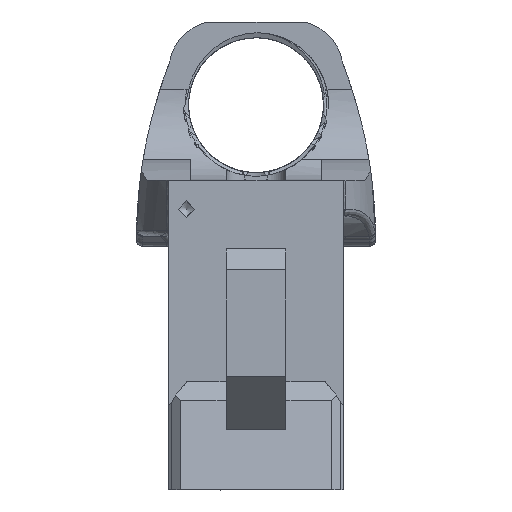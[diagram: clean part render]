
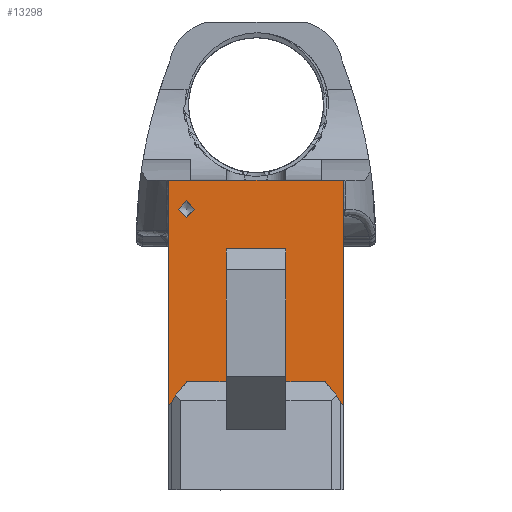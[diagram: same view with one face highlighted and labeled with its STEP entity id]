
A CAD part, left-side view. The second image highlights one B-rep face of the part: STEP entity #13298.
In plain terms, the highlighted planar face has unit normal (-1, 0, 0).
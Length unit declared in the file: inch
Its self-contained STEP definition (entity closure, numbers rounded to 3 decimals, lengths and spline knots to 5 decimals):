
#311=FACE_BOUND('',#2157,.T.);
#1404=FACE_OUTER_BOUND('',#2156,.T.);
#2156=EDGE_LOOP('',(#8951,#8952,#8953,#8954,#8955,#8956,#8957,#8958,#8959,
#8960,#8961,#8962,#8963,#8964,#8965,#8966,#8967,#8968,#8969));
#2157=EDGE_LOOP('',(#8970,#8971,#8972,#8973));
#2941=LINE('',#19730,#4117);
#2951=LINE('',#19778,#4127);
#2987=LINE('',#19887,#4163);
#3066=LINE('',#20528,#4242);
#3067=LINE('',#20530,#4243);
#3068=LINE('',#20532,#4244);
#3069=LINE('',#20534,#4245);
#3070=LINE('',#20536,#4246);
#3071=LINE('',#20538,#4247);
#3072=LINE('',#20540,#4248);
#3073=LINE('',#20542,#4249);
#3074=LINE('',#20544,#4250);
#3075=LINE('',#20546,#4251);
#3076=LINE('',#20548,#4252);
#3077=LINE('',#20550,#4253);
#3078=LINE('',#20552,#4254);
#3079=LINE('',#20553,#4255);
#3080=LINE('',#20555,#4256);
#3081=LINE('',#20556,#4257);
#3082=LINE('',#20559,#4258);
#3083=LINE('',#20561,#4259);
#3084=LINE('',#20563,#4260);
#3085=LINE('',#20564,#4261);
#4117=VECTOR('',#15194,0.3937);
#4127=VECTOR('',#15208,0.3937);
#4163=VECTOR('',#15288,0.3937);
#4242=VECTOR('',#15371,0.3937);
#4243=VECTOR('',#15372,0.3937);
#4244=VECTOR('',#15373,0.3937);
#4245=VECTOR('',#15374,0.3937);
#4246=VECTOR('',#15375,0.3937);
#4247=VECTOR('',#15376,0.3937);
#4248=VECTOR('',#15377,0.3937);
#4249=VECTOR('',#15378,0.3937);
#4250=VECTOR('',#15379,0.3937);
#4251=VECTOR('',#15380,0.3937);
#4252=VECTOR('',#15381,0.3937);
#4253=VECTOR('',#15382,0.3937);
#4254=VECTOR('',#15383,0.3937);
#4255=VECTOR('',#15384,0.3937);
#4256=VECTOR('',#15385,0.3937);
#4257=VECTOR('',#15386,0.3937);
#4258=VECTOR('',#15387,0.3937);
#4259=VECTOR('',#15388,0.3937);
#4260=VECTOR('',#15389,0.3937);
#4261=VECTOR('',#15390,0.3937);
#5308=VERTEX_POINT('',#19727);
#5309=VERTEX_POINT('',#19729);
#5322=VERTEX_POINT('',#19775);
#5323=VERTEX_POINT('',#19777);
#5371=VERTEX_POINT('',#19886);
#5458=VERTEX_POINT('',#20527);
#5459=VERTEX_POINT('',#20529);
#5460=VERTEX_POINT('',#20531);
#5461=VERTEX_POINT('',#20533);
#5462=VERTEX_POINT('',#20535);
#5463=VERTEX_POINT('',#20537);
#5464=VERTEX_POINT('',#20539);
#5465=VERTEX_POINT('',#20541);
#5466=VERTEX_POINT('',#20543);
#5467=VERTEX_POINT('',#20545);
#5468=VERTEX_POINT('',#20547);
#5469=VERTEX_POINT('',#20549);
#5470=VERTEX_POINT('',#20551);
#5471=VERTEX_POINT('',#20554);
#5472=VERTEX_POINT('',#20557);
#5473=VERTEX_POINT('',#20558);
#5474=VERTEX_POINT('',#20560);
#5475=VERTEX_POINT('',#20562);
#6678=EDGE_CURVE('',#5308,#5309,#2941,.T.);
#6692=EDGE_CURVE('',#5323,#5322,#2951,.T.);
#6745=EDGE_CURVE('',#5309,#5371,#2987,.T.);
#6833=EDGE_CURVE('',#5458,#5308,#3066,.T.);
#6834=EDGE_CURVE('',#5459,#5458,#3067,.T.);
#6835=EDGE_CURVE('',#5460,#5459,#3068,.T.);
#6836=EDGE_CURVE('',#5461,#5460,#3069,.T.);
#6837=EDGE_CURVE('',#5462,#5461,#3070,.T.);
#6838=EDGE_CURVE('',#5463,#5462,#3071,.T.);
#6839=EDGE_CURVE('',#5464,#5463,#3072,.T.);
#6840=EDGE_CURVE('',#5465,#5464,#3073,.T.);
#6841=EDGE_CURVE('',#5466,#5465,#3074,.T.);
#6842=EDGE_CURVE('',#5467,#5466,#3075,.T.);
#6843=EDGE_CURVE('',#5467,#5468,#3076,.T.);
#6844=EDGE_CURVE('',#5469,#5468,#3077,.F.);
#6845=EDGE_CURVE('',#5469,#5470,#3078,.T.);
#6846=EDGE_CURVE('',#5470,#5323,#3079,.T.);
#6847=EDGE_CURVE('',#5471,#5322,#3080,.T.);
#6848=EDGE_CURVE('',#5371,#5471,#3081,.T.);
#6849=EDGE_CURVE('',#5472,#5473,#3082,.T.);
#6850=EDGE_CURVE('',#5474,#5472,#3083,.T.);
#6851=EDGE_CURVE('',#5475,#5474,#3084,.T.);
#6852=EDGE_CURVE('',#5473,#5475,#3085,.T.);
#8951=ORIENTED_EDGE('',*,*,#6678,.F.);
#8952=ORIENTED_EDGE('',*,*,#6833,.F.);
#8953=ORIENTED_EDGE('',*,*,#6834,.F.);
#8954=ORIENTED_EDGE('',*,*,#6835,.F.);
#8955=ORIENTED_EDGE('',*,*,#6836,.F.);
#8956=ORIENTED_EDGE('',*,*,#6837,.F.);
#8957=ORIENTED_EDGE('',*,*,#6838,.F.);
#8958=ORIENTED_EDGE('',*,*,#6839,.F.);
#8959=ORIENTED_EDGE('',*,*,#6840,.F.);
#8960=ORIENTED_EDGE('',*,*,#6841,.F.);
#8961=ORIENTED_EDGE('',*,*,#6842,.F.);
#8962=ORIENTED_EDGE('',*,*,#6843,.T.);
#8963=ORIENTED_EDGE('',*,*,#6844,.F.);
#8964=ORIENTED_EDGE('',*,*,#6845,.T.);
#8965=ORIENTED_EDGE('',*,*,#6846,.T.);
#8966=ORIENTED_EDGE('',*,*,#6692,.T.);
#8967=ORIENTED_EDGE('',*,*,#6847,.F.);
#8968=ORIENTED_EDGE('',*,*,#6848,.F.);
#8969=ORIENTED_EDGE('',*,*,#6745,.F.);
#8970=ORIENTED_EDGE('',*,*,#6849,.F.);
#8971=ORIENTED_EDGE('',*,*,#6850,.F.);
#8972=ORIENTED_EDGE('',*,*,#6851,.F.);
#8973=ORIENTED_EDGE('',*,*,#6852,.F.);
#12943=PLANE('',#14077);
#13298=ADVANCED_FACE('',(#1404,#311),#12943,.F.);
#14077=AXIS2_PLACEMENT_3D('',#20526,#15369,#15370);
#15194=DIRECTION('',(0.,1.,0.));
#15208=DIRECTION('',(0.,-1.,0.));
#15288=DIRECTION('',(0.,0.,1.));
#15369=DIRECTION('center_axis',(1.,0.,0.));
#15370=DIRECTION('ref_axis',(0.,1.,0.));
#15371=DIRECTION('',(0.,0.,-1.));
#15372=DIRECTION('',(0.,0.568,-0.823));
#15373=DIRECTION('',(0.,0.,-1.));
#15374=DIRECTION('',(0.,1.,0.001));
#15375=DIRECTION('',(0.,0.,-1.));
#15376=DIRECTION('',(0.,1.,0.));
#15377=DIRECTION('',(0.,0.,1.));
#15378=DIRECTION('',(0.,1.,0.001));
#15379=DIRECTION('',(0.,0.,1.));
#15380=DIRECTION('',(0.,0.568,0.823));
#15381=DIRECTION('',(0.,-1.,0.));
#15382=DIRECTION('',(0.,-0.702,-0.712));
#15383=DIRECTION('',(0.,-1.,0.));
#15384=DIRECTION('',(0.,0.,-1.));
#15385=DIRECTION('',(0.,0.,-1.));
#15386=DIRECTION('',(0.,-1.,0.));
#15387=DIRECTION('',(0.,0.707,0.707));
#15388=DIRECTION('',(0.,-0.707,0.707));
#15389=DIRECTION('',(0.,-0.707,-0.707));
#15390=DIRECTION('',(0.,0.707,-0.707));
#19727=CARTESIAN_POINT('',(-6.022,-1.50295,0.00756));
#19729=CARTESIAN_POINT('',(-6.022,-1.47977,0.00756));
#19730=CARTESIAN_POINT('',(-6.022,-2.18006,0.00756));
#19775=CARTESIAN_POINT('',(-6.022,-2.9417,0.00756));
#19777=CARTESIAN_POINT('',(-6.022,-2.94169,0.00756));
#19778=CARTESIAN_POINT('',(-6.022,-2.18006,0.00756));
#19886=CARTESIAN_POINT('',(-6.022,-1.47977,2.59772));
#19887=CARTESIAN_POINT('',(-6.022,-1.47977,1.67378));
#20526=CARTESIAN_POINT('Origin',(-6.022,-2.65,1.4));
#20527=CARTESIAN_POINT('',(-6.022,-1.50295,0.72825));
#20528=CARTESIAN_POINT('',(-6.022,-1.50295,0.94832));
#20529=CARTESIAN_POINT('',(-6.022,-1.62795,0.90954));
#20530=CARTESIAN_POINT('',(-6.022,-1.60349,0.87406));
#20531=CARTESIAN_POINT('',(-6.022,-1.62795,0.91245));
#20532=CARTESIAN_POINT('',(-6.022,-1.62795,2.02999));
#20533=CARTESIAN_POINT('',(-6.022,-1.96095,0.91218));
#20534=CARTESIAN_POINT('',(-6.022,-1.90528,0.91222));
#20535=CARTESIAN_POINT('',(-6.022,-1.96095,2.02474));
#20536=CARTESIAN_POINT('',(-6.022,-1.96095,1.87487));
#20537=CARTESIAN_POINT('',(-6.022,-2.46095,2.02474));
#20538=CARTESIAN_POINT('',(-6.022,-3.20708,2.02474));
#20539=CARTESIAN_POINT('',(-6.022,-2.46095,0.91177));
#20540=CARTESIAN_POINT('',(-6.022,-2.46095,1.87487));
#20541=CARTESIAN_POINT('',(-6.022,-2.79395,0.9115));
#20542=CARTESIAN_POINT('',(-6.022,-1.90528,0.91222));
#20543=CARTESIAN_POINT('',(-6.022,-2.79395,0.90971));
#20544=CARTESIAN_POINT('',(-6.022,-2.79395,0.78829));
#20545=CARTESIAN_POINT('',(-6.022,-2.91895,0.72845));
#20546=CARTESIAN_POINT('',(-6.022,-2.95806,0.67174));
#20547=CARTESIAN_POINT('',(-6.022,-2.91904,0.72845));
#20548=CARTESIAN_POINT('',(-6.022,-2.78452,0.72843));
#20549=CARTESIAN_POINT('',(-6.022,-2.94164,0.70551));
#20550=CARTESIAN_POINT('',(-6.022,-2.85106,0.79747));
#20551=CARTESIAN_POINT('',(-6.022,-2.94169,0.70551));
#20552=CARTESIAN_POINT('',(-6.022,-2.79587,0.70548));
#20553=CARTESIAN_POINT('',(-6.022,-2.94169,0.41898));
#20554=CARTESIAN_POINT('',(-6.022,-2.9417,2.59772));
#20555=CARTESIAN_POINT('',(-6.022,-2.9417,1.33378));
#20556=CARTESIAN_POINT('',(-6.022,-2.55537,2.59772));
#20557=CARTESIAN_POINT('',(-6.022,-1.69632,2.35756));
#20558=CARTESIAN_POINT('',(-6.022,-1.62773,2.42615));
#20559=CARTESIAN_POINT('',(-6.022,-2.13984,1.91405));
#20560=CARTESIAN_POINT('',(-6.022,-1.62773,2.28897));
#20561=CARTESIAN_POINT('',(-6.022,-1.69535,2.35659));
#20562=CARTESIAN_POINT('',(-6.022,-1.55915,2.35756));
#20563=CARTESIAN_POINT('',(-6.022,-2.10554,1.81116));
#20564=CARTESIAN_POINT('',(-6.022,-1.59247,2.39089));
